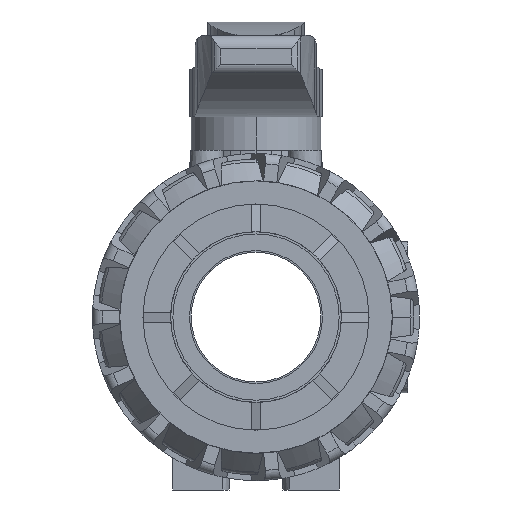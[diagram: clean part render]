
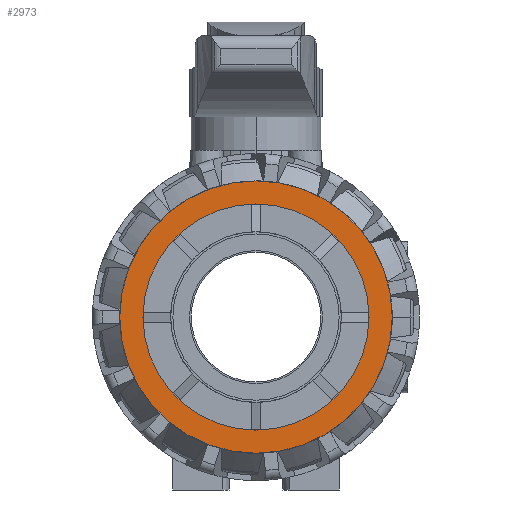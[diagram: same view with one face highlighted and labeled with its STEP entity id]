
A CAD part, left-side view. The second image highlights one B-rep face of the part: STEP entity #2973.
In plain terms, the highlighted planar face has unit normal (-1, 0, 0).
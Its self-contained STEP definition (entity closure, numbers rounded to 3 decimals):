
#2973=ADVANCED_FACE('',(#6080,#6081),#6082,.T.);
#6080=FACE_BOUND('',#9342,.T.);
#6081=FACE_OUTER_BOUND('',#9343,.T.);
#6082=PLANE('',#9344);
#9342=EDGE_LOOP('',(#18602,#18603));
#9343=EDGE_LOOP('',(#18604,#18605));
#9344=AXIS2_PLACEMENT_3D('',#18606,#18607,#18608);
#18602=ORIENTED_EDGE('',*,*,#23374,.T.);
#18603=ORIENTED_EDGE('',*,*,#22245,.T.);
#18604=ORIENTED_EDGE('',*,*,#22240,.T.);
#18605=ORIENTED_EDGE('',*,*,#23453,.T.);
#18606=CARTESIAN_POINT('',(-62.1,0.0,0.0));
#18607=DIRECTION('',(-1.0,0.0,0.0));
#18608=DIRECTION('',(0.0,0.0,1.0));
#22240=EDGE_CURVE('',#27326,#27390,#27392,.T.);
#22245=EDGE_CURVE('',#27395,#27399,#27401,.T.);
#23374=EDGE_CURVE('',#27399,#27395,#29106,.T.);
#23453=EDGE_CURVE('',#27390,#27326,#29199,.T.);
#27326=VERTEX_POINT('',#35636);
#27390=VERTEX_POINT('',#35701);
#27392=CIRCLE('',#35704,40.95);
#27395=VERTEX_POINT('',#35707);
#27399=VERTEX_POINT('',#35712);
#27401=CIRCLE('',#35715,34.0);
#29106=CIRCLE('',#38504,34.0);
#29199=CIRCLE('',#38688,40.95);
#35636=CARTESIAN_POINT('',(-62.1,-40.95,0.0));
#35701=CARTESIAN_POINT('',(-62.1,40.95,0.));
#35704=AXIS2_PLACEMENT_3D('',#43295,#43296,#43297);
#35707=CARTESIAN_POINT('',(-62.1,0.,-34.0));
#35712=CARTESIAN_POINT('',(-62.1,0.,34.0));
#35715=AXIS2_PLACEMENT_3D('',#43303,#43304,#43305);
#38504=AXIS2_PLACEMENT_3D('',#44915,#44916,#44917);
#38688=AXIS2_PLACEMENT_3D('',#44988,#44989,#44990);
#43295=CARTESIAN_POINT('',(-62.1,0.0,0.0));
#43296=DIRECTION('',(-1.0,0.0,0.0));
#43297=DIRECTION('',(0.0,0.0,1.0));
#43303=CARTESIAN_POINT('',(-62.1,0.0,0.0));
#43304=DIRECTION('',(1.0,0.0,0.0));
#43305=DIRECTION('',(0.0,0.0,-1.0));
#44915=CARTESIAN_POINT('',(-62.1,0.0,0.0));
#44916=DIRECTION('',(1.0,0.0,0.0));
#44917=DIRECTION('',(0.0,0.0,-1.0));
#44988=CARTESIAN_POINT('',(-62.1,0.0,0.0));
#44989=DIRECTION('',(-1.0,0.0,0.0));
#44990=DIRECTION('',(0.0,0.0,1.0));
